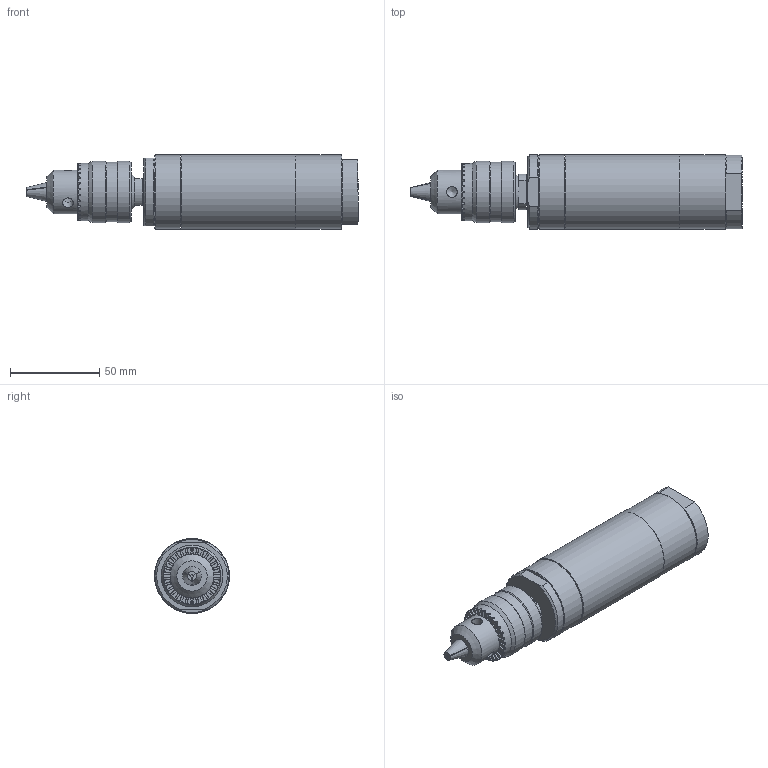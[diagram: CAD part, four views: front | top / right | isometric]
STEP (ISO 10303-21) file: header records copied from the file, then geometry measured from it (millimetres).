
FILE_DESCRIPTION(/* description */ ('EBM 38-5200 B'),/* implementation_level */ '2;1');
FILE_NAME(/* name */ 'EBM 38-5200 B_60053667.stp',/* time_stamp */ '2024-04-22T09:53:28+02:00',/* author */ ('DSteinicke'),/* organization */ (''),/* preprocessor_version */ 'ST-DEVELOPER v20',/* originating_system */ 'Autodesk Inventor 2024',/* authorisation */ '');
FILE_SCHEMA (('AUTOMOTIVE_DESIGN { 1 0 10303 214 3 1 1 }'));
Length unit declared in the file: millimetre
Products named in the file (1): 60053667
Bounding box: 186 x 42 x 42 mm (x, y, z)
Volume: 196551.3 mm3; surface area: 27546.3 mm2
Topology: 1 solids, 1 shells, 350 faces, 933 edges, 603 vertices
Faces by surface type: plane 228, cone 59, cylinder 55, bspline 7, torus 1
Full cylindrical faces by diameter (mm): 1.5 x1, 4 x1, 6 x3, 8.382 x1, 11.445 x2, 14.95 x1, 16 x1, 24.5 x1, 32 x1, 33.5 x1, 34.5 x2, 37.99 x1, 41.5 x2, 42 x1
Entity records: 11784 total; most frequent: CARTESIAN_POINT 2786, ORIENTED_EDGE 1858, DIRECTION 1757, EDGE_CURVE 929, AXIS2_PLACEMENT_3D 624, VERTEX_POINT 603, LINE 509, VECTOR 509
